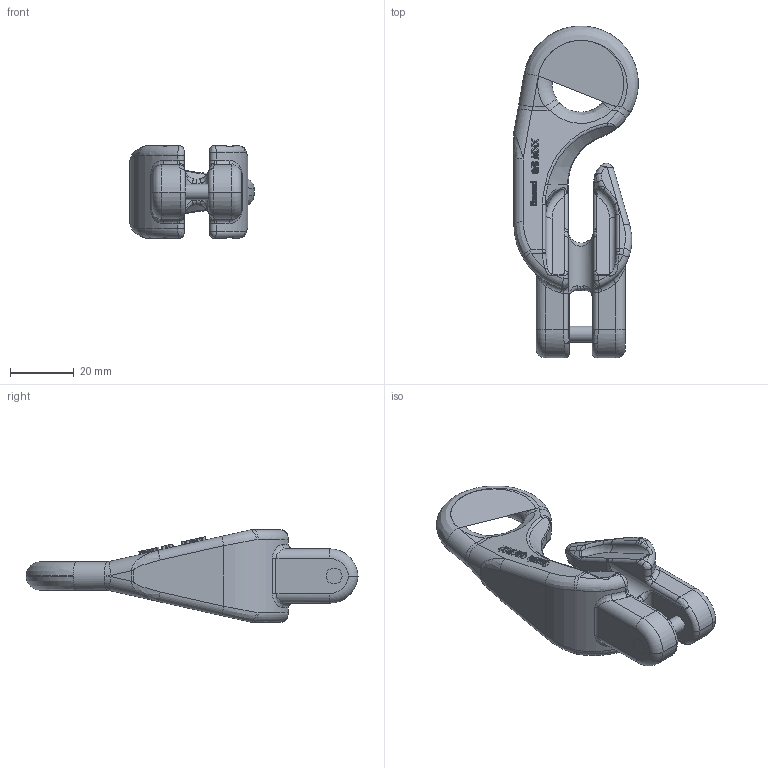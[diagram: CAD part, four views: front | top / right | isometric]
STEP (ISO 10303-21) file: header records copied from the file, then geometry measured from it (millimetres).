
FILE_DESCRIPTION(/* description */ (''),/* implementation_level */ '2;1');
FILE_NAME(/* name */ 'XKW 5-6 Kundenmodell.stp',/* time_stamp */ '2016-02-02T12:27:13+01:00',/* author */ (''),/* organization */ (''),/* preprocessor_version */ 'ST-DEVELOPER v15',/* originating_system */ 'SIEMENS PLM Software NX 9.0',/* authorisation */ '');
FILE_SCHEMA (('AUTOMOTIVE_DESIGN { 1 0 10303 214 3 1 1 1 }'));
Length unit declared in the file: millimetre
Products named in the file (1): ZER137875F8wsd6
Bounding box: 38.99 x 104 x 29 mm (x, y, z)
Volume: 36086.7 mm3; surface area: 11384.9 mm2
Topology: 2 solids, 2 shells, 494 faces, 1231 edges, 749 vertices
Faces by surface type: plane 140, bspline 116, extrusion 98, cylinder 91, torus 37, sphere 8, cone 4
Full cylindrical faces by diameter (mm): 5 x3
Entity records: 17884 total; most frequent: CARTESIAN_POINT 7274, ORIENTED_EDGE 2442, DIRECTION 1788, EDGE_CURVE 1221, VERTEX_POINT 748, AXIS2_PLACEMENT_3D 637, B_SPLINE_CURVE_WITH_KNOTS 536, EDGE_LOOP 517
